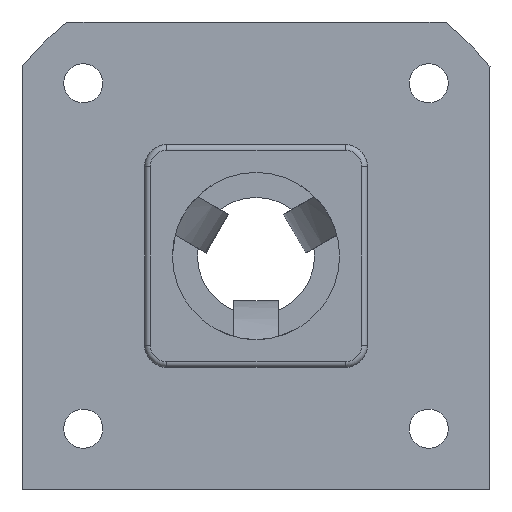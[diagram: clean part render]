
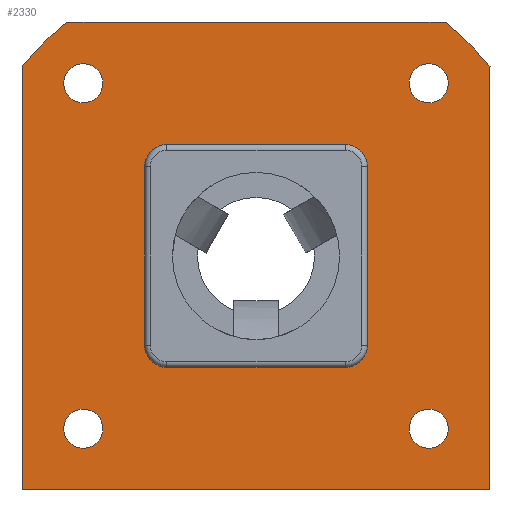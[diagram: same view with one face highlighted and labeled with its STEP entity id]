
A CAD part, front view. The second image highlights one B-rep face of the part: STEP entity #2330.
In plain terms, the highlighted planar face has unit normal (0, -1, 0).
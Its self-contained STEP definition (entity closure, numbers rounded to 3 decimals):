
#141=FACE_BOUND('',#452,.T.);
#142=FACE_BOUND('',#453,.T.);
#143=FACE_BOUND('',#454,.T.);
#144=FACE_BOUND('',#455,.T.);
#145=FACE_BOUND('',#456,.T.);
#148=CIRCLE('',#2377,27.);
#150=CIRCLE('',#2381,27.);
#187=CIRCLE('',#2466,2.);
#188=CIRCLE('',#2469,2.);
#189=CIRCLE('',#2473,2.);
#190=CIRCLE('',#2476,2.);
#191=CIRCLE('',#2484,1.75);
#192=CIRCLE('',#2485,1.75);
#193=CIRCLE('',#2486,1.75);
#194=CIRCLE('',#2487,1.75);
#313=FACE_OUTER_BOUND('',#451,.T.);
#451=EDGE_LOOP('',(#2027,#2028,#2029,#2030,#2031,#2032,#2033,#2034,#2035,
#2036));
#452=EDGE_LOOP('',(#2037));
#453=EDGE_LOOP('',(#2038));
#454=EDGE_LOOP('',(#2039));
#455=EDGE_LOOP('',(#2040));
#456=EDGE_LOOP('',(#2041,#2042,#2043,#2044,#2045,#2046,#2047,#2048));
#489=LINE('',#3034,#701);
#494=LINE('',#3049,#706);
#499=LINE('',#3063,#711);
#521=LINE('',#3118,#733);
#649=LINE('',#4133,#861);
#653=LINE('',#4142,#865);
#656=LINE('',#4151,#868);
#659=LINE('',#4159,#871);
#660=LINE('',#4410,#872);
#661=LINE('',#4411,#873);
#662=LINE('',#4413,#874);
#663=LINE('',#4414,#875);
#701=VECTOR('',#2526,10.);
#706=VECTOR('',#2539,10.);
#711=VECTOR('',#2552,10.);
#733=VECTOR('',#2590,10.);
#861=VECTOR('',#2864,10.);
#865=VECTOR('',#2874,10.);
#868=VECTOR('',#2885,10.);
#871=VECTOR('',#2894,10.);
#872=VECTOR('',#2913,10.);
#873=VECTOR('',#2914,10.);
#874=VECTOR('',#2915,10.);
#875=VECTOR('',#2916,10.);
#913=VERTEX_POINT('',#3032);
#914=VERTEX_POINT('',#3033);
#917=VERTEX_POINT('',#3041);
#919=VERTEX_POINT('',#3047);
#920=VERTEX_POINT('',#3048);
#923=VERTEX_POINT('',#3056);
#925=VERTEX_POINT('',#3062);
#950=VERTEX_POINT('',#3117);
#1107=VERTEX_POINT('',#4130);
#1108=VERTEX_POINT('',#4132);
#1109=VERTEX_POINT('',#4136);
#1110=VERTEX_POINT('',#4140);
#1111=VERTEX_POINT('',#4144);
#1112=VERTEX_POINT('',#4149);
#1113=VERTEX_POINT('',#4153);
#1114=VERTEX_POINT('',#4157);
#1115=VERTEX_POINT('',#4409);
#1116=VERTEX_POINT('',#4412);
#1117=VERTEX_POINT('',#4415);
#1118=VERTEX_POINT('',#4417);
#1119=VERTEX_POINT('',#4419);
#1120=VERTEX_POINT('',#4421);
#1139=EDGE_CURVE('',#913,#914,#489,.T.);
#1143=EDGE_CURVE('',#914,#917,#148,.T.);
#1146=EDGE_CURVE('',#919,#920,#494,.T.);
#1150=EDGE_CURVE('',#920,#923,#150,.T.);
#1153=EDGE_CURVE('',#925,#913,#499,.T.);
#1181=EDGE_CURVE('',#950,#919,#521,.T.);
#1408=EDGE_CURVE('',#1108,#1107,#649,.T.);
#1411=EDGE_CURVE('',#1109,#1107,#187,.F.);
#1413=EDGE_CURVE('',#1109,#1110,#653,.T.);
#1415=EDGE_CURVE('',#1111,#1110,#188,.F.);
#1417=EDGE_CURVE('',#1111,#1112,#656,.T.);
#1419=EDGE_CURVE('',#1113,#1112,#189,.F.);
#1421=EDGE_CURVE('',#1113,#1114,#659,.T.);
#1422=EDGE_CURVE('',#1108,#1114,#190,.F.);
#1433=EDGE_CURVE('',#917,#1115,#660,.T.);
#1434=EDGE_CURVE('',#1115,#950,#661,.T.);
#1435=EDGE_CURVE('',#923,#1116,#662,.T.);
#1436=EDGE_CURVE('',#1116,#925,#663,.T.);
#1437=EDGE_CURVE('',#1117,#1117,#191,.T.);
#1438=EDGE_CURVE('',#1118,#1118,#192,.T.);
#1439=EDGE_CURVE('',#1119,#1119,#193,.T.);
#1440=EDGE_CURVE('',#1120,#1120,#194,.T.);
#2027=ORIENTED_EDGE('',*,*,#1143,.T.);
#2028=ORIENTED_EDGE('',*,*,#1433,.T.);
#2029=ORIENTED_EDGE('',*,*,#1434,.T.);
#2030=ORIENTED_EDGE('',*,*,#1181,.T.);
#2031=ORIENTED_EDGE('',*,*,#1146,.T.);
#2032=ORIENTED_EDGE('',*,*,#1150,.T.);
#2033=ORIENTED_EDGE('',*,*,#1435,.T.);
#2034=ORIENTED_EDGE('',*,*,#1436,.T.);
#2035=ORIENTED_EDGE('',*,*,#1153,.T.);
#2036=ORIENTED_EDGE('',*,*,#1139,.T.);
#2037=ORIENTED_EDGE('',*,*,#1437,.T.);
#2038=ORIENTED_EDGE('',*,*,#1438,.T.);
#2039=ORIENTED_EDGE('',*,*,#1439,.T.);
#2040=ORIENTED_EDGE('',*,*,#1440,.T.);
#2041=ORIENTED_EDGE('',*,*,#1421,.T.);
#2042=ORIENTED_EDGE('',*,*,#1422,.F.);
#2043=ORIENTED_EDGE('',*,*,#1408,.T.);
#2044=ORIENTED_EDGE('',*,*,#1411,.F.);
#2045=ORIENTED_EDGE('',*,*,#1413,.T.);
#2046=ORIENTED_EDGE('',*,*,#1415,.F.);
#2047=ORIENTED_EDGE('',*,*,#1417,.T.);
#2048=ORIENTED_EDGE('',*,*,#1419,.F.);
#2214=PLANE('',#2483);
#2330=ADVANCED_FACE('',(#313,#141,#142,#143,#144,#145),#2214,.T.);
#2377=AXIS2_PLACEMENT_3D('',#3042,#2532,#2533);
#2381=AXIS2_PLACEMENT_3D('',#3057,#2545,#2546);
#2466=AXIS2_PLACEMENT_3D('',#4138,#2869,#2870);
#2469=AXIS2_PLACEMENT_3D('',#4146,#2878,#2879);
#2473=AXIS2_PLACEMENT_3D('',#4155,#2889,#2890);
#2476=AXIS2_PLACEMENT_3D('',#4161,#2897,#2898);
#2483=AXIS2_PLACEMENT_3D('',#4408,#2911,#2912);
#2484=AXIS2_PLACEMENT_3D('',#4416,#2917,#2918);
#2485=AXIS2_PLACEMENT_3D('',#4418,#2919,#2920);
#2486=AXIS2_PLACEMENT_3D('',#4420,#2921,#2922);
#2487=AXIS2_PLACEMENT_3D('',#4422,#2923,#2924);
#2526=DIRECTION('',(-0.774,0.,-0.633));
#2532=DIRECTION('center_axis',(0.,-1.,0.));
#2533=DIRECTION('ref_axis',(-0.778,0.,0.629));
#2539=DIRECTION('',(-0.629,0.,0.777));
#2545=DIRECTION('center_axis',(0.,-1.,0.));
#2546=DIRECTION('ref_axis',(0.629,0.,0.778));
#2552=DIRECTION('',(-1.,0.,0.));
#2590=DIRECTION('',(0.,0.,1.));
#2864=DIRECTION('',(-1.,0.,0.));
#2869=DIRECTION('center_axis',(0.,1.,0.));
#2870=DIRECTION('ref_axis',(-0.707,0.,-0.707));
#2874=DIRECTION('',(0.,0.,1.));
#2878=DIRECTION('center_axis',(0.,1.,0.));
#2879=DIRECTION('ref_axis',(-0.707,0.,0.707));
#2885=DIRECTION('',(1.,0.,0.));
#2889=DIRECTION('center_axis',(0.,1.,0.));
#2890=DIRECTION('ref_axis',(0.707,0.,0.707));
#2894=DIRECTION('',(0.,0.,-1.));
#2897=DIRECTION('center_axis',(0.,1.,0.));
#2898=DIRECTION('ref_axis',(0.707,0.,-0.707));
#2911=DIRECTION('center_axis',(0.,-1.,0.));
#2912=DIRECTION('ref_axis',(1.,0.,0.));
#2913=DIRECTION('',(0.,0.,-1.));
#2914=DIRECTION('',(1.,0.,0.));
#2915=DIRECTION('',(-1.,0.,0.));
#2916=DIRECTION('',(-1.,0.,0.));
#2917=DIRECTION('center_axis',(0.,1.,0.));
#2918=DIRECTION('ref_axis',(1.,0.,0.));
#2919=DIRECTION('center_axis',(0.,1.,0.));
#2920=DIRECTION('ref_axis',(1.,0.,0.));
#2921=DIRECTION('center_axis',(0.,1.,0.));
#2922=DIRECTION('ref_axis',(1.,0.,0.));
#2923=DIRECTION('center_axis',(0.,1.,0.));
#2924=DIRECTION('ref_axis',(1.,0.,0.));
#3032=CARTESIAN_POINT('',(-16.971,-6.,21.));
#3033=CARTESIAN_POINT('',(-17.094,-6.,20.9));
#3034=CARTESIAN_POINT('',(-17.094,-6.,20.9));
#3041=CARTESIAN_POINT('',(-21.,-6.,16.971));
#3042=CARTESIAN_POINT('Origin',(0.,-6.,0.));
#3047=CARTESIAN_POINT('',(21.,-6.,16.97));
#3048=CARTESIAN_POINT('',(20.9,-6.,17.094));
#3049=CARTESIAN_POINT('',(20.944,-6.,17.039));
#3056=CARTESIAN_POINT('',(16.971,-6.,21.));
#3057=CARTESIAN_POINT('Origin',(0.,-6.,0.));
#3062=CARTESIAN_POINT('',(-11.1,-6.,21.));
#3063=CARTESIAN_POINT('',(-21.,-6.,21.));
#3117=CARTESIAN_POINT('',(21.,-6.,-21.));
#3118=CARTESIAN_POINT('',(21.,-6.,21.));
#4130=CARTESIAN_POINT('',(-8.,-6.,-10.));
#4132=CARTESIAN_POINT('',(8.,-6.,-10.));
#4133=CARTESIAN_POINT('',(-5.,-6.,-10.));
#4136=CARTESIAN_POINT('',(-10.,-6.,-8.));
#4138=CARTESIAN_POINT('Origin',(-8.,-6.,-8.));
#4140=CARTESIAN_POINT('',(-10.,-6.,8.));
#4142=CARTESIAN_POINT('',(-10.,-6.,5.));
#4144=CARTESIAN_POINT('',(-8.,-6.,10.));
#4146=CARTESIAN_POINT('Origin',(-8.,-6.,8.));
#4149=CARTESIAN_POINT('',(8.,-6.,10.));
#4151=CARTESIAN_POINT('',(5.,-6.,10.));
#4153=CARTESIAN_POINT('',(10.,-6.,8.));
#4155=CARTESIAN_POINT('Origin',(8.,-6.,8.));
#4157=CARTESIAN_POINT('',(10.,-6.,-8.));
#4159=CARTESIAN_POINT('',(10.,-6.,-5.));
#4161=CARTESIAN_POINT('Origin',(8.,-6.,-8.));
#4408=CARTESIAN_POINT('Origin',(0.,-6.,0.));
#4409=CARTESIAN_POINT('',(-21.,-6.,-21.));
#4410=CARTESIAN_POINT('',(-21.,-6.,-21.));
#4411=CARTESIAN_POINT('',(21.,-6.,-21.));
#4412=CARTESIAN_POINT('',(11.1,-6.,21.));
#4413=CARTESIAN_POINT('',(11.1,-6.,21.));
#4414=CARTESIAN_POINT('',(-21.,-6.,21.));
#4415=CARTESIAN_POINT('',(13.75,-6.,15.5));
#4416=CARTESIAN_POINT('Origin',(15.5,-6.,15.5));
#4417=CARTESIAN_POINT('',(-17.25,-6.,15.5));
#4418=CARTESIAN_POINT('Origin',(-15.5,-6.,15.5));
#4419=CARTESIAN_POINT('',(13.75,-6.,-15.5));
#4420=CARTESIAN_POINT('Origin',(15.5,-6.,-15.5));
#4421=CARTESIAN_POINT('',(-17.25,-6.,-15.5));
#4422=CARTESIAN_POINT('Origin',(-15.5,-6.,-15.5));
